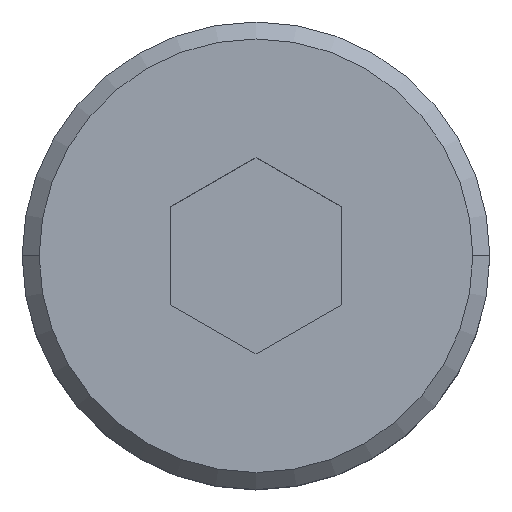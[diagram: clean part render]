
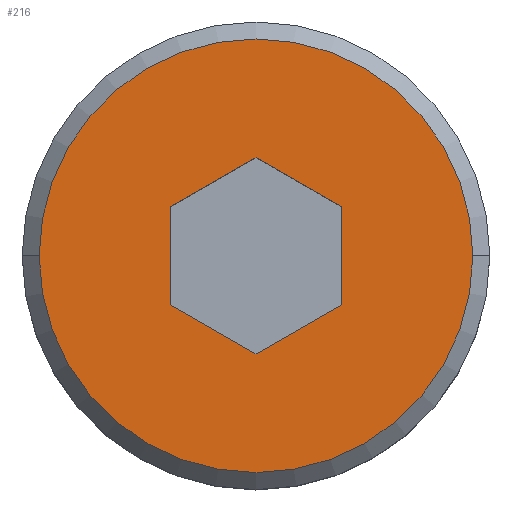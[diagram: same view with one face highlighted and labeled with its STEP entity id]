
A CAD part, top view. The second image highlights one B-rep face of the part: STEP entity #216.
In plain terms, the highlighted planar face has unit normal (0, 0, 1).
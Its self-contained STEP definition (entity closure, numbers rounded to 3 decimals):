
#5 = VERTEX_POINT ( 'NONE', #67 ) ;
#18 = CARTESIAN_POINT ( 'NONE',  ( 0., 1.155, 3. ) ) ;
#19 = AXIS2_PLACEMENT_3D ( 'NONE', #432, #266, #488 ) ;
#20 = DIRECTION ( 'NONE',  ( 0., 0., 1. ) ) ;
#21 = ORIENTED_EDGE ( 'NONE', *, *, #338, .F. ) ;
#30 = LINE ( 'NONE', #508, #507 ) ;
#35 = EDGE_CURVE ( 'NONE', #202, #49, #298, .T. ) ;
#36 = CARTESIAN_POINT ( 'NONE',  ( 0., 1.155, 3. ) ) ;
#42 = CARTESIAN_POINT ( 'NONE',  ( 1., -0.577, 3. ) ) ;
#49 = VERTEX_POINT ( 'NONE', #18 ) ;
#59 = VECTOR ( 'NONE', #215, 1000. ) ;
#67 = CARTESIAN_POINT ( 'NONE',  ( 0., -1.155, 3. ) ) ;
#75 = PLANE ( 'NONE',  #118 ) ;
#77 = EDGE_CURVE ( 'NONE', #49, #104, #81, .T. ) ;
#79 = VECTOR ( 'NONE', #509, 1000. ) ;
#81 = LINE ( 'NONE', #36, #59 ) ;
#83 = CARTESIAN_POINT ( 'NONE',  ( -1., -0.577, 3. ) ) ;
#93 = CARTESIAN_POINT ( 'NONE',  ( -2.55, 0., 3. ) ) ;
#94 = ORIENTED_EDGE ( 'NONE', *, *, #517, .F. ) ;
#104 = VERTEX_POINT ( 'NONE', #169 ) ;
#118 = AXIS2_PLACEMENT_3D ( 'NONE', #258, #20, #441 ) ;
#127 = CARTESIAN_POINT ( 'NONE',  ( 1., 0.577, 3. ) ) ;
#133 = FACE_BOUND ( 'NONE', #498, .T. ) ;
#156 = VECTOR ( 'NONE', #532, 1000. ) ;
#169 = CARTESIAN_POINT ( 'NONE',  ( -1., 0.577, 3. ) ) ;
#180 = CARTESIAN_POINT ( 'NONE',  ( 2.55, 0., 3. ) ) ;
#190 = EDGE_LOOP ( 'NONE', ( #272, #231 ) ) ;
#202 = VERTEX_POINT ( 'NONE', #127 ) ;
#215 = DIRECTION ( 'NONE',  ( -0.866, -0.5, 0. ) ) ;
#216 = ADVANCED_FACE ( 'NONE', ( #525, #133 ), #75, .T. ) ;
#228 = VERTEX_POINT ( 'NONE', #93 ) ;
#229 = LINE ( 'NONE', #42, #156 ) ;
#231 = ORIENTED_EDGE ( 'NONE', *, *, #290, .T. ) ;
#235 = VECTOR ( 'NONE', #521, 1000. ) ;
#258 = CARTESIAN_POINT ( 'NONE',  ( 0., 0., 3. ) ) ;
#266 = DIRECTION ( 'NONE',  ( 0., 0., 1. ) ) ;
#272 = ORIENTED_EDGE ( 'NONE', *, *, #558, .T. ) ;
#277 = CARTESIAN_POINT ( 'NONE',  ( -1., -0.577, 3. ) ) ;
#280 = ORIENTED_EDGE ( 'NONE', *, *, #542, .F. ) ;
#287 = DIRECTION ( 'NONE',  ( 1., 0., 0. ) ) ;
#290 = EDGE_CURVE ( 'NONE', #541, #228, #422, .T. ) ;
#298 = LINE ( 'NONE', #502, #79 ) ;
#300 = ORIENTED_EDGE ( 'NONE', *, *, #77, .F. ) ;
#313 = VERTEX_POINT ( 'NONE', #277 ) ;
#327 = CIRCLE ( 'NONE', #19, 2.55 ) ;
#338 = EDGE_CURVE ( 'NONE', #5, #388, #30, .T. ) ;
#357 = DIRECTION ( 'NONE',  ( 0., 0., 1. ) ) ;
#362 = CARTESIAN_POINT ( 'NONE',  ( 0., 0., 3. ) ) ;
#380 = LINE ( 'NONE', #527, #235 ) ;
#388 = VERTEX_POINT ( 'NONE', #514 ) ;
#395 = ORIENTED_EDGE ( 'NONE', *, *, #457, .F. ) ;
#422 = CIRCLE ( 'NONE', #471, 2.55 ) ;
#432 = CARTESIAN_POINT ( 'NONE',  ( 0., 0., 3. ) ) ;
#436 = LINE ( 'NONE', #83, #455 ) ;
#441 = DIRECTION ( 'NONE',  ( 1., 0., 0. ) ) ;
#455 = VECTOR ( 'NONE', #485, 1000. ) ;
#457 = EDGE_CURVE ( 'NONE', #104, #313, #380, .T. ) ;
#471 = AXIS2_PLACEMENT_3D ( 'NONE', #362, #357, #287 ) ;
#485 = DIRECTION ( 'NONE',  ( 0.866, -0.5, 0. ) ) ;
#488 = DIRECTION ( 'NONE',  ( 1., 0., 0. ) ) ;
#498 = EDGE_LOOP ( 'NONE', ( #533, #94, #21, #280, #395, #300 ) ) ;
#502 = CARTESIAN_POINT ( 'NONE',  ( 1., 0.577, 3. ) ) ;
#507 = VECTOR ( 'NONE', #511, 1000. ) ;
#508 = CARTESIAN_POINT ( 'NONE',  ( 0., -1.155, 3. ) ) ;
#509 = DIRECTION ( 'NONE',  ( -0.866, 0.5, 0. ) ) ;
#511 = DIRECTION ( 'NONE',  ( 0.866, 0.5, 0. ) ) ;
#514 = CARTESIAN_POINT ( 'NONE',  ( 1., -0.577, 3. ) ) ;
#517 = EDGE_CURVE ( 'NONE', #388, #202, #229, .T. ) ;
#521 = DIRECTION ( 'NONE',  ( 0., -1., 0. ) ) ;
#525 = FACE_OUTER_BOUND ( 'NONE', #190, .T. ) ;
#527 = CARTESIAN_POINT ( 'NONE',  ( -1., 0.577, 3. ) ) ;
#532 = DIRECTION ( 'NONE',  ( 0., 1., 0. ) ) ;
#533 = ORIENTED_EDGE ( 'NONE', *, *, #35, .F. ) ;
#541 = VERTEX_POINT ( 'NONE', #180 ) ;
#542 = EDGE_CURVE ( 'NONE', #313, #5, #436, .T. ) ;
#558 = EDGE_CURVE ( 'NONE', #228, #541, #327, .T. ) ;
